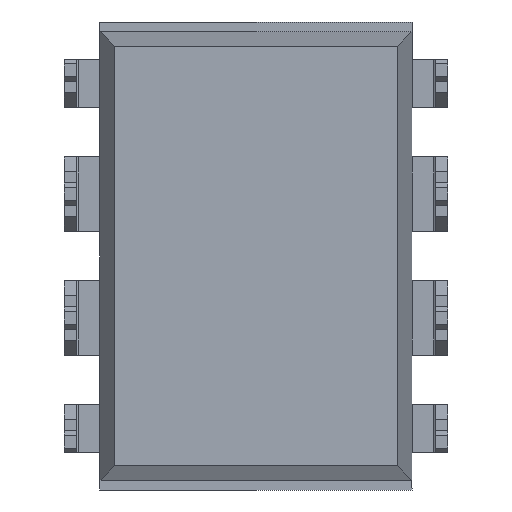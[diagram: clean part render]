
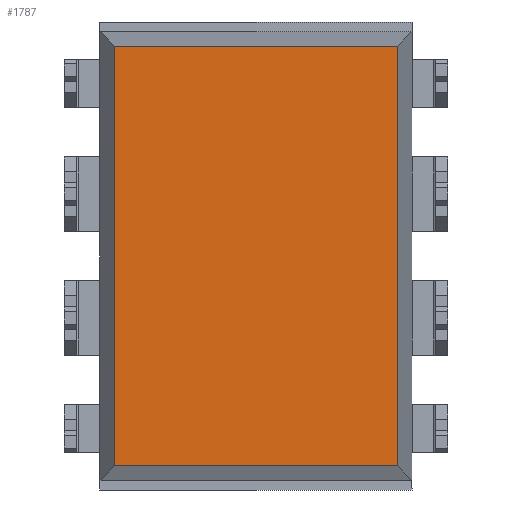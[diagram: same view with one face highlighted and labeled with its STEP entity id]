
A CAD part, front view. The second image highlights one B-rep face of the part: STEP entity #1787.
In plain terms, the highlighted planar face has unit normal (0, -1, 0).
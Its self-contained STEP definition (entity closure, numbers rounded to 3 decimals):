
#545 = DIRECTION ( 'NONE',  ( 0., -1., 0. ) ) ;
#564 = VERTEX_POINT ( 'NONE', #1026 ) ;
#600 = CARTESIAN_POINT ( 'NONE',  ( -3.2, 0.33, -4.305 ) ) ;
#617 = ORIENTED_EDGE ( 'NONE', *, *, #985, .T. ) ;
#624 = DIRECTION ( 'NONE',  ( -1., 0., 0. ) ) ;
#707 = ORIENTED_EDGE ( 'NONE', *, *, #3854, .T. ) ;
#826 = EDGE_LOOP ( 'NONE', ( #2471, #707, #617, #1334 ) ) ;
#888 = CARTESIAN_POINT ( 'NONE',  ( 2.905, 0.33, -4.6 ) ) ;
#919 = LINE ( 'NONE', #3187, #2445 ) ;
#985 = EDGE_CURVE ( 'NONE', #3919, #1633, #3952, .T. ) ;
#1026 = CARTESIAN_POINT ( 'NONE',  ( -2.905, 0.33, -4.305 ) ) ;
#1334 = ORIENTED_EDGE ( 'NONE', *, *, #2379, .T. ) ;
#1633 = VERTEX_POINT ( 'NONE', #4669 ) ;
#1787 = ADVANCED_FACE ( 'NONE', ( #2342 ), #2627, .T. ) ;
#1926 = LINE ( 'NONE', #600, #3457 ) ;
#2030 = VERTEX_POINT ( 'NONE', #3689 ) ;
#2342 = FACE_OUTER_BOUND ( 'NONE', #826, .T. ) ;
#2371 = VECTOR ( 'NONE', #624, 1000. ) ;
#2379 = EDGE_CURVE ( 'NONE', #1633, #564, #919, .T. ) ;
#2428 = AXIS2_PLACEMENT_3D ( 'NONE', #2495, #545, #2465 ) ;
#2445 = VECTOR ( 'NONE', #4390, 1000. ) ;
#2465 = DIRECTION ( 'NONE',  ( 0., 0., -1. ) ) ;
#2471 = ORIENTED_EDGE ( 'NONE', *, *, #4070, .T. ) ;
#2495 = CARTESIAN_POINT ( 'NONE',  ( 0., 0.33, 0. ) ) ;
#2627 = PLANE ( 'NONE',  #2428 ) ;
#3187 = CARTESIAN_POINT ( 'NONE',  ( -2.905, 0.33, 4.6 ) ) ;
#3224 = DIRECTION ( 'NONE',  ( 1., 0., 0. ) ) ;
#3229 = VECTOR ( 'NONE', #4061, 1000. ) ;
#3348 = LINE ( 'NONE', #888, #3229 ) ;
#3457 = VECTOR ( 'NONE', #3224, 1000. ) ;
#3491 = CARTESIAN_POINT ( 'NONE',  ( 2.905, 0.33, 4.305 ) ) ;
#3689 = CARTESIAN_POINT ( 'NONE',  ( 2.905, 0.33, -4.305 ) ) ;
#3854 = EDGE_CURVE ( 'NONE', #2030, #3919, #3348, .T. ) ;
#3919 = VERTEX_POINT ( 'NONE', #3491 ) ;
#3952 = LINE ( 'NONE', #4681, #2371 ) ;
#4061 = DIRECTION ( 'NONE',  ( 0., 0., 1. ) ) ;
#4070 = EDGE_CURVE ( 'NONE', #564, #2030, #1926, .T. ) ;
#4390 = DIRECTION ( 'NONE',  ( 0., 0., -1. ) ) ;
#4669 = CARTESIAN_POINT ( 'NONE',  ( -2.905, 0.33, 4.305 ) ) ;
#4681 = CARTESIAN_POINT ( 'NONE',  ( 3.2, 0.33, 4.305 ) ) ;
